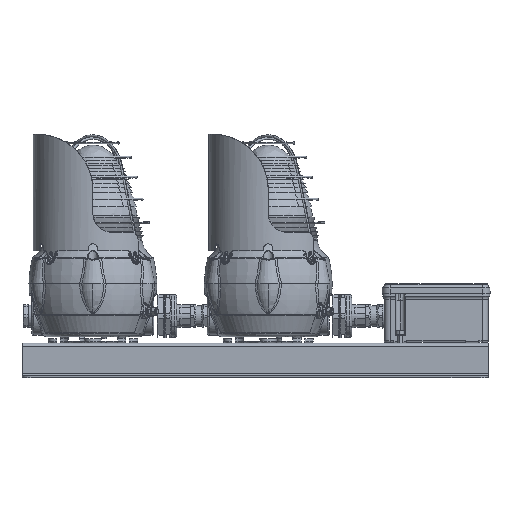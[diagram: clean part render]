
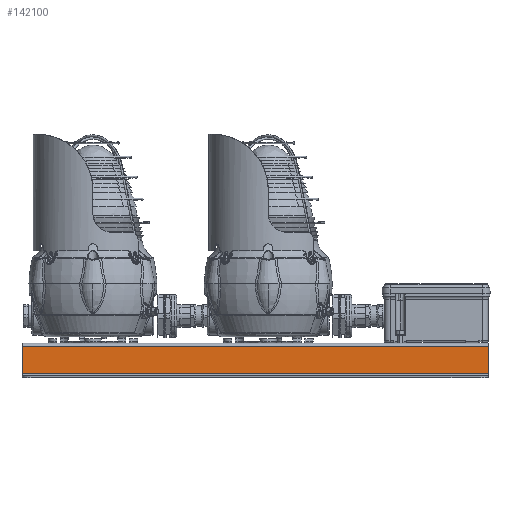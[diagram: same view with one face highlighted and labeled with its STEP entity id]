
A CAD part, front view. The second image highlights one B-rep face of the part: STEP entity #142100.
In plain terms, the highlighted planar face has unit normal (0, -1, 0).
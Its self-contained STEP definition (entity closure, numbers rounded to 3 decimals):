
#5883 = ORIENTED_EDGE ( 'NONE', *, *, #146204, .F. ) ;
#8320 = CARTESIAN_POINT ( 'NONE',  ( -250., -62., 33. ) ) ;
#9087 = ORIENTED_EDGE ( 'NONE', *, *, #48998, .T. ) ;
#16940 = VECTOR ( 'NONE', #126125, 1000. ) ;
#23353 = CARTESIAN_POINT ( 'NONE',  ( 250., -62., 35. ) ) ;
#30179 = LINE ( 'NONE', #115580, #108461 ) ;
#33626 = CARTESIAN_POINT ( 'NONE',  ( -250., -62., 35. ) ) ;
#37133 = VERTEX_POINT ( 'NONE', #153315 ) ;
#37622 = CARTESIAN_POINT ( 'NONE',  ( 250., -62., 35. ) ) ;
#42764 = EDGE_CURVE ( 'NONE', #59023, #61503, #30179, .T. ) ;
#43125 = LINE ( 'NONE', #23353, #16940 ) ;
#44358 = ORIENTED_EDGE ( 'NONE', *, *, #42764, .T. ) ;
#48998 = EDGE_CURVE ( 'NONE', #61503, #37133, #80867, .T. ) ;
#51666 = DIRECTION ( 'NONE',  ( 0., 1., 0. ) ) ;
#59023 = VERTEX_POINT ( 'NONE', #160360 ) ;
#59905 = CARTESIAN_POINT ( 'NONE',  ( 250., -62., 4. ) ) ;
#61503 = VERTEX_POINT ( 'NONE', #8320 ) ;
#70006 = VECTOR ( 'NONE', #112879, 1000. ) ;
#76794 = VERTEX_POINT ( 'NONE', #59905 ) ;
#78035 = LINE ( 'NONE', #125255, #70006 ) ;
#80867 = LINE ( 'NONE', #33626, #127065 ) ;
#96327 = AXIS2_PLACEMENT_3D ( 'NONE', #37622, #51666, #139815 ) ;
#99667 = EDGE_LOOP ( 'NONE', ( #9087, #5883, #148402, #44358 ) ) ;
#103558 = EDGE_CURVE ( 'NONE', #59023, #76794, #43125, .T. ) ;
#108461 = VECTOR ( 'NONE', #155517, 1000. ) ;
#112879 = DIRECTION ( 'NONE',  ( -1., 0., 0. ) ) ;
#115580 = CARTESIAN_POINT ( 'NONE',  ( 250., -62., 33. ) ) ;
#125255 = CARTESIAN_POINT ( 'NONE',  ( 250., -62., 4. ) ) ;
#126125 = DIRECTION ( 'NONE',  ( 0., 0., -1. ) ) ;
#127065 = VECTOR ( 'NONE', #137472, 1000. ) ;
#137472 = DIRECTION ( 'NONE',  ( 0., 0., -1. ) ) ;
#139815 = DIRECTION ( 'NONE',  ( 0., 0., 1. ) ) ;
#140973 = FACE_OUTER_BOUND ( 'NONE', #99667, .T. ) ;
#142100 = ADVANCED_FACE ( 'NONE', ( #140973 ), #166291, .F. ) ;
#146204 = EDGE_CURVE ( 'NONE', #76794, #37133, #78035, .T. ) ;
#148402 = ORIENTED_EDGE ( 'NONE', *, *, #103558, .F. ) ;
#153315 = CARTESIAN_POINT ( 'NONE',  ( -250., -62., 4. ) ) ;
#155517 = DIRECTION ( 'NONE',  ( -1., 0., 0. ) ) ;
#160360 = CARTESIAN_POINT ( 'NONE',  ( 250., -62., 33. ) ) ;
#166291 = PLANE ( 'NONE',  #96327 ) ;
